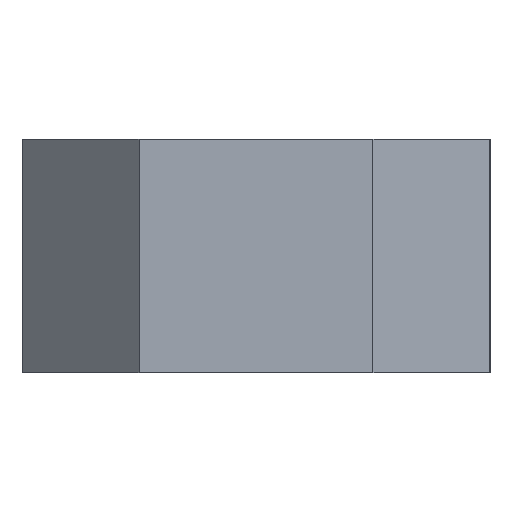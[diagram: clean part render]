
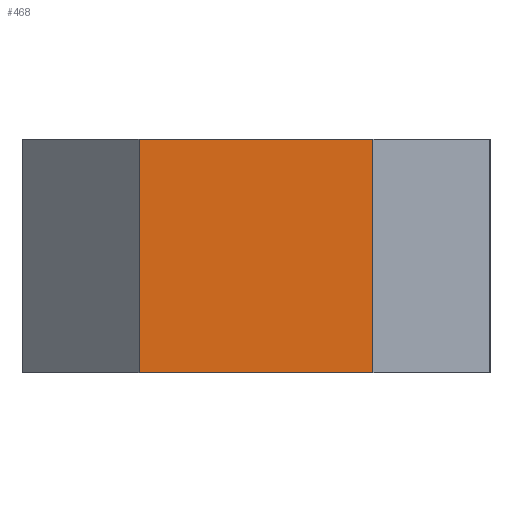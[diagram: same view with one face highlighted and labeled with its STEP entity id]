
A CAD part, left-side view. The second image highlights one B-rep face of the part: STEP entity #468.
In plain terms, the highlighted planar face has unit normal (-1, 0, 0).
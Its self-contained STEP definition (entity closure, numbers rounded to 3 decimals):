
#37 = CARTESIAN_POINT ( 'NONE',  ( -146., -10., -5. ) ) ;
#40 = DIRECTION ( 'NONE',  ( 1., 0., 0. ) ) ;
#65 = CARTESIAN_POINT ( 'NONE',  ( -146., -5., 5. ) ) ;
#71 = DIRECTION ( 'NONE',  ( 0., -1., 0. ) ) ;
#85 = AXIS2_PLACEMENT_3D ( 'NONE', #534, #40, #374 ) ;
#97 = DIRECTION ( 'NONE',  ( 0., -1., 0. ) ) ;
#105 = VECTOR ( 'NONE', #264, 1000. ) ;
#114 = LINE ( 'NONE', #348, #524 ) ;
#148 = CARTESIAN_POINT ( 'NONE',  ( -146., -5., 5. ) ) ;
#187 = EDGE_CURVE ( 'NONE', #229, #639, #114, .T. ) ;
#212 = FACE_OUTER_BOUND ( 'NONE', #375, .T. ) ;
#213 = ORIENTED_EDGE ( 'NONE', *, *, #559, .T. ) ;
#229 = VERTEX_POINT ( 'NONE', #405 ) ;
#264 = DIRECTION ( 'NONE',  ( 0., 0., 1. ) ) ;
#268 = ORIENTED_EDGE ( 'NONE', *, *, #187, .F. ) ;
#323 = DIRECTION ( 'NONE',  ( 0., 0., -1. ) ) ;
#348 = CARTESIAN_POINT ( 'NONE',  ( -146., -10., 5. ) ) ;
#374 = DIRECTION ( 'NONE',  ( 0., 1., 0. ) ) ;
#375 = EDGE_LOOP ( 'NONE', ( #408, #213, #268, #449 ) ) ;
#380 = CARTESIAN_POINT ( 'NONE',  ( -146., 5., 5. ) ) ;
#382 = PLANE ( 'NONE',  #85 ) ;
#405 = CARTESIAN_POINT ( 'NONE',  ( -146., 5., 5. ) ) ;
#408 = ORIENTED_EDGE ( 'NONE', *, *, #511, .T. ) ;
#415 = VERTEX_POINT ( 'NONE', #482 ) ;
#429 = EDGE_CURVE ( 'NONE', #229, #565, #594, .T. ) ;
#449 = ORIENTED_EDGE ( 'NONE', *, *, #429, .T. ) ;
#468 = ADVANCED_FACE ( 'NONE', ( #212 ), #382, .F. ) ;
#482 = CARTESIAN_POINT ( 'NONE',  ( -146., -5., -5. ) ) ;
#493 = LINE ( 'NONE', #37, #584 ) ;
#511 = EDGE_CURVE ( 'NONE', #565, #415, #493, .T. ) ;
#524 = VECTOR ( 'NONE', #71, 1000. ) ;
#534 = CARTESIAN_POINT ( 'NONE',  ( -146., -10., 5. ) ) ;
#547 = CARTESIAN_POINT ( 'NONE',  ( -146., 5., -5. ) ) ;
#559 = EDGE_CURVE ( 'NONE', #415, #639, #704, .T. ) ;
#565 = VERTEX_POINT ( 'NONE', #547 ) ;
#584 = VECTOR ( 'NONE', #97, 1000. ) ;
#594 = LINE ( 'NONE', #380, #686 ) ;
#639 = VERTEX_POINT ( 'NONE', #65 ) ;
#686 = VECTOR ( 'NONE', #323, 1000. ) ;
#704 = LINE ( 'NONE', #148, #105 ) ;
